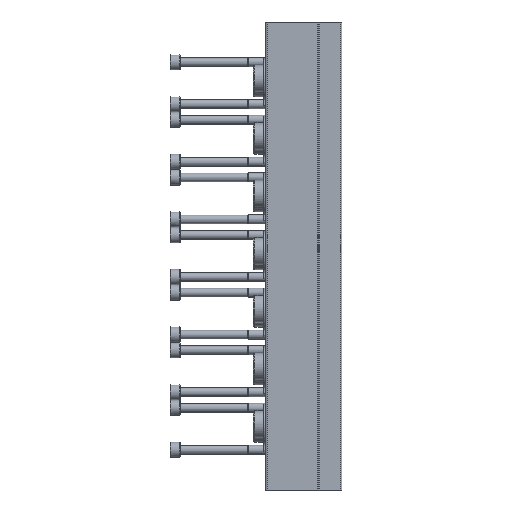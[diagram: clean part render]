
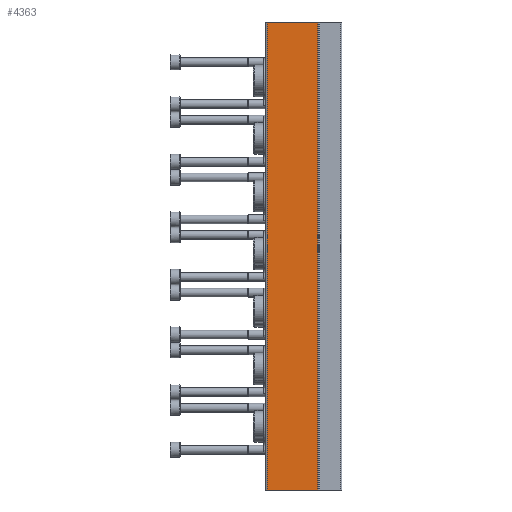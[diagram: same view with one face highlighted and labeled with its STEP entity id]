
A CAD part, left-side view. The second image highlights one B-rep face of the part: STEP entity #4363.
In plain terms, the highlighted planar face has unit normal (-1, 0, 0).
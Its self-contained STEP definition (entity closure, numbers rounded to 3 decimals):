
#207=PLANE('',#4701);
#320=LINE('',#7013,#600);
#321=LINE('',#7015,#601);
#322=LINE('',#7017,#602);
#323=LINE('',#7019,#603);
#600=VECTOR('',#5286,1000.);
#601=VECTOR('',#5289,1000.);
#602=VECTOR('',#5290,1000.);
#603=VECTOR('',#5291,1000.);
#1168=ORIENTED_EDGE('',*,*,#2314,.F.);
#1169=ORIENTED_EDGE('',*,*,#2313,.F.);
#1170=ORIENTED_EDGE('',*,*,#2315,.T.);
#1171=ORIENTED_EDGE('',*,*,#2316,.T.);
#2313=EDGE_CURVE('',#2886,#2884,#320,.T.);
#2314=EDGE_CURVE('',#2884,#2887,#321,.T.);
#2315=EDGE_CURVE('',#2886,#2888,#322,.T.);
#2316=EDGE_CURVE('',#2888,#2887,#323,.T.);
#2884=VERTEX_POINT('',#7008);
#2886=VERTEX_POINT('',#7012);
#2887=VERTEX_POINT('',#7016);
#2888=VERTEX_POINT('',#7018);
#3352=EDGE_LOOP('',(#1168,#1169,#1170,#1171));
#3806=FACE_BOUND('',#3352,.T.);
#4363=ADVANCED_FACE('',(#3806),#207,.T.);
#4701=AXIS2_PLACEMENT_3D('',#7014,#5287,#5288);
#5286=DIRECTION('',(0.,0.,1.));
#5287=DIRECTION('',(-1.,0.,0.));
#5288=DIRECTION('',(0.,0.,1.));
#5289=DIRECTION('',(0.,-1.,0.));
#5290=DIRECTION('',(0.,-1.,0.));
#5291=DIRECTION('',(0.,0.,1.));
#7008=CARTESIAN_POINT('',(-47.,41.5,0.));
#7012=CARTESIAN_POINT('',(-47.,41.5,-260.));
#7013=CARTESIAN_POINT('',(-47.,41.5,-260.));
#7014=CARTESIAN_POINT('',(-47.,41.5,-260.));
#7015=CARTESIAN_POINT('',(-47.,41.5,0.));
#7016=CARTESIAN_POINT('',(-47.,13.377,0.));
#7017=CARTESIAN_POINT('',(-47.,41.5,-260.));
#7018=CARTESIAN_POINT('',(-47.,13.377,-260.));
#7019=CARTESIAN_POINT('',(-47.,13.377,-260.));
